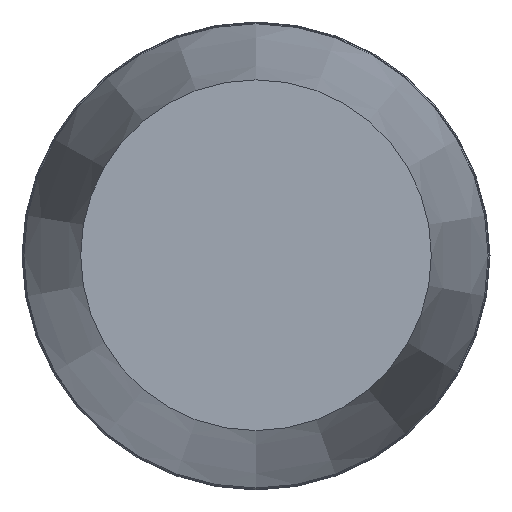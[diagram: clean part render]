
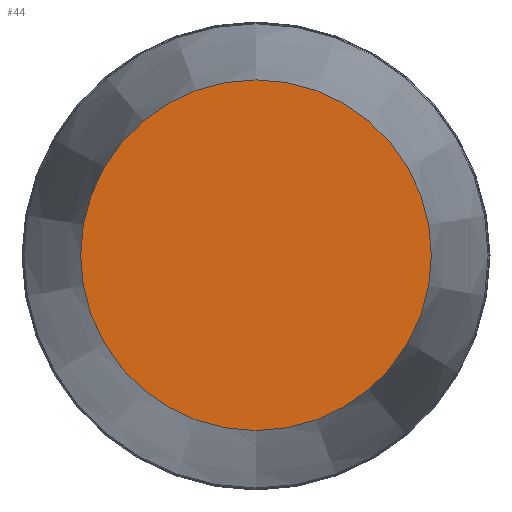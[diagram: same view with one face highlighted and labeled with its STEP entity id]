
A CAD part, top view. The second image highlights one B-rep face of the part: STEP entity #44.
In plain terms, the highlighted planar face has unit normal (0, 0, 1).
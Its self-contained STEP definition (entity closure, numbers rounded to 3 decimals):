
#36=PLANE('',#179);
#41=FACE_OUTER_BOUND('',#80,.T.);
#44=ADVANCED_FACE('',(#41),#36,.F.);
#80=EDGE_LOOP('',(#102));
#102=ORIENTED_EDGE('',*,*,#133,.F.);
#122=VERTEX_POINT('',#258);
#133=EDGE_CURVE('',#122,#122,#144,.T.);
#144=CIRCLE('',#176,15.155);
#176=AXIS2_PLACEMENT_3D('',#257,#207,#208);
#179=AXIS2_PLACEMENT_3D('',#262,#213,#214);
#207=DIRECTION('',(0.,0.,-1.));
#208=DIRECTION('',(0.,1.,0.));
#213=DIRECTION('',(0.,0.,-1.));
#214=DIRECTION('',(0.,1.,0.));
#257=CARTESIAN_POINT('',(0.,0.,34.9));
#258=CARTESIAN_POINT('',(0.,15.155,34.9));
#262=CARTESIAN_POINT('',(0.,0.,34.9));
